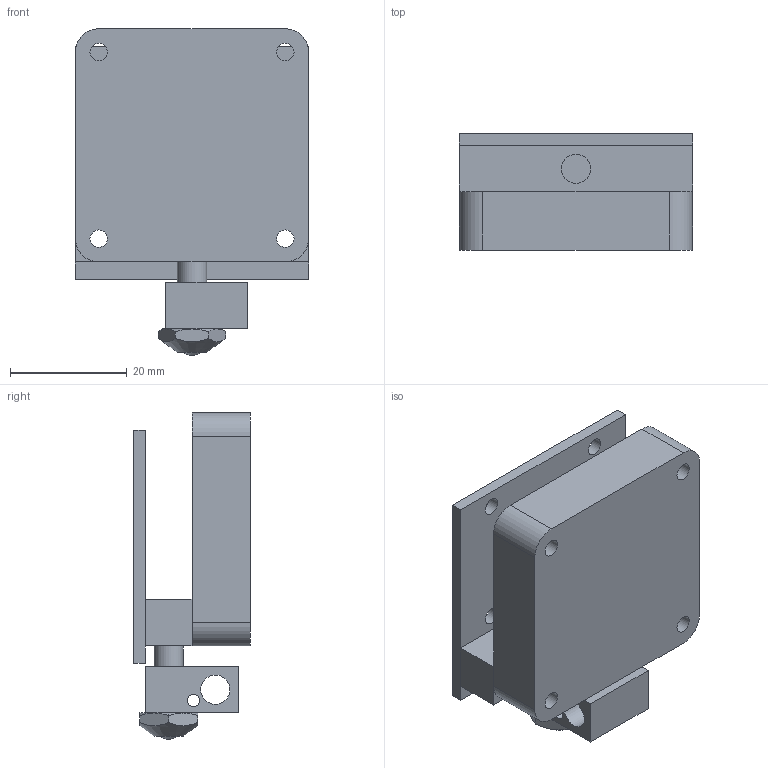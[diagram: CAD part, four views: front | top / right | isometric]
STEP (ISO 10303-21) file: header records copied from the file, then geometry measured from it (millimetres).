
FILE_DESCRIPTION(('FreeCAD Model'),'2;1');
FILE_NAME('hotend.step', '2014-11-05T18:00:51',('FreeCAD'),('FreeCAD'), 'Open CASCADE STEP processor 6.5','FreeCAD','Unknown');
FILE_SCHEMA(('AUTOMOTIVE_DESIGN_CC2 { 1 2 10303 214 -1 1 5 4 }'));
Length unit declared in the file: millimetre
Products named in the file (1): hotend
Bounding box: 40 x 20 x 56 mm (x, y, z)
Volume: 22870.7 mm3; surface area: 10280.3 mm2
Topology: 1 solids, 1 shells, 66 faces, 156 edges, 95 vertices
Faces by surface type: plane 36, cylinder 21, cone 9
Full cylindrical faces by diameter (mm): 2.1 x1, 3 x12, 5 x4
Entity records: 4594 total; most frequent: CARTESIAN_POINT 937, DIRECTION 615, LINE 319, VECTOR 319, ORIENTED_EDGE 312, PCURVE 312, DEFINITIONAL_REPRESENTATION 312, EDGE_CURVE 156
